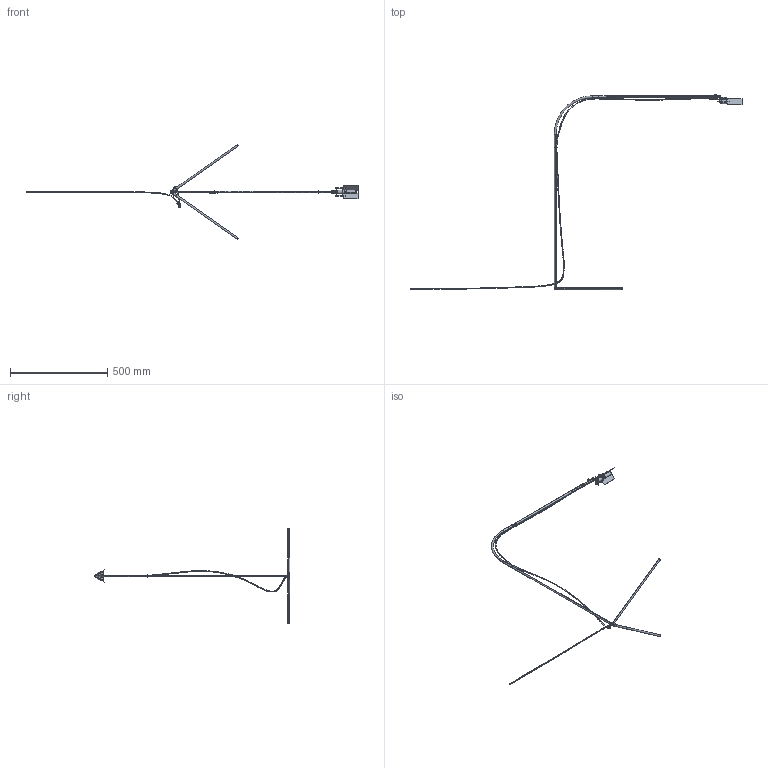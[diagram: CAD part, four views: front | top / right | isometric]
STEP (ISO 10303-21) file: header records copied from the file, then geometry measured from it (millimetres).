
FILE_DESCRIPTION (( 'STEP AP214' ), '1' );
FILE_NAME ('PN-075-01-f150622-00- FLAMINGO.STEP', '2022-06-16T11:12:47', ( '' ), ( '' ), 'SwSTEP 2.0', 'SolidWorks 2021', '' );
FILE_SCHEMA (( 'AUTOMOTIVE_DESIGN' ));
Length unit declared in the file: millimetre
Products named in the file (17): PN-075-01-f150622-00- FLAMINGO; PN-075-01-f150622-02- CUERPO FLAMINGO; PN-075-01-f150622-07- PUENTE UNIÓN PANTALLA FLAMINGO; PN-075-01-f150622-14- TUERCA DECOLETAJE FLAMINGO; PN-075-01-f150622-10- CILINDRO CONEXIONES FLAMINGO; PN-075-01-f150622-06- TORNILLO ANCLAJE PANTALLA FLAMINGO; PN-075-01-f150622-05- TUBO EMBELLECEDOR FLAMINGO; PN-075-01-f150622-03- PATA FLAMINGO; PN-075-01-f150622-15.1- MANGUERA FLAMINGO; PN-075-01-f150622-12- GOMA FLAMINGO; Pieza3^PN-075-01-f150622-00- FLAMINGO; PN-075-01-f150622-17.2- BOMBILLA FLAMINGO; Pieza2^PN-075-01-f150622-00- FLAMINGO; PN-075-01-f150622-03- BARRA EXTENSIÓN FLAMINGO; PN-075-01-f150622-09- PANTALLA FLAMINGO; PN-075-01-f150622-04- SUJECCIÓN PATAS FLAMINGO; PN-075-01-f150622-08- UNIÓN CILINDRO PANTALLA FLAMINGO
Assembly tree (23 placements, depth 2):
  PN-075-01-f150622-00- FLAMINGO
    PN-075-01-f150622-02- CUERPO FLAMINGO
    PN-075-01-f150622-04- SUJECCIÓN PATAS FLAMINGO
    PN-075-01-f150622-03- PATA FLAMINGO  x2
    PN-075-01-f150622-03- BARRA EXTENSIÓN FLAMINGO
    PN-075-01-f150622-07- PUENTE UNIÓN PANTALLA FLAMINGO
    PN-075-01-f150622-06- TORNILLO ANCLAJE PANTALLA FLAMINGO
    PN-075-01-f150622-05- TUBO EMBELLECEDOR FLAMINGO  x3
    PN-075-01-f150622-08- UNIÓN CILINDRO PANTALLA FLAMINGO
    PN-075-01-f150622-09- PANTALLA FLAMINGO  x2
    PN-075-01-f150622-10- CILINDRO CONEXIONES FLAMINGO
    PN-075-01-f150622-15.1- MANGUERA FLAMINGO
    PN-075-01-f150622-12- GOMA FLAMINGO  x3
    PN-075-01-f150622-17.2- BOMBILLA FLAMINGO
    PN-075-01-f150622-14- TUERCA DECOLETAJE FLAMINGO  x3
    Pieza2^PN-075-01-f150622-00- FLAMINGO
  Pieza3^PN-075-01-f150622-00- FLAMINGO
Bounding box: 1707.85 x 1006.5 x 490 mm (x, y, z)
Volume: 269839.2 mm3; surface area: 149487.6 mm2
Topology: 25 solids, 25 shells, 753 faces, 2030 edges, 1326 vertices
Faces by surface type: cylinder 437, bspline 141, plane 107, cone 62, torus 4, sphere 2
Entity records: 28824 total; most frequent: CARTESIAN_POINT 16943, ORIENTED_EDGE 2556, DIRECTION 1940, EDGE_CURVE 1278, VERTEX_POINT 837, AXIS2_PLACEMENT_3D 760, EDGE_LOOP 533, ADVANCED_FACE 487
